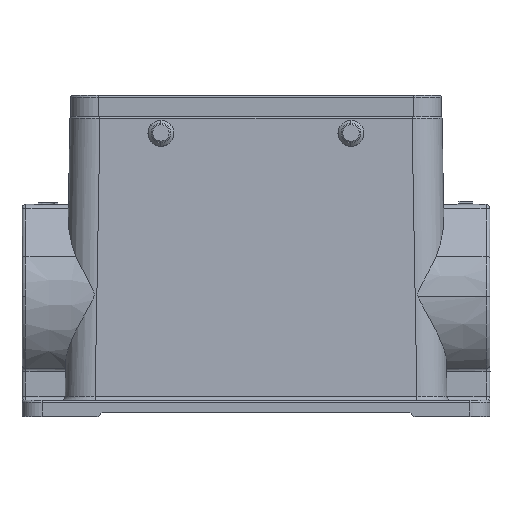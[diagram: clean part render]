
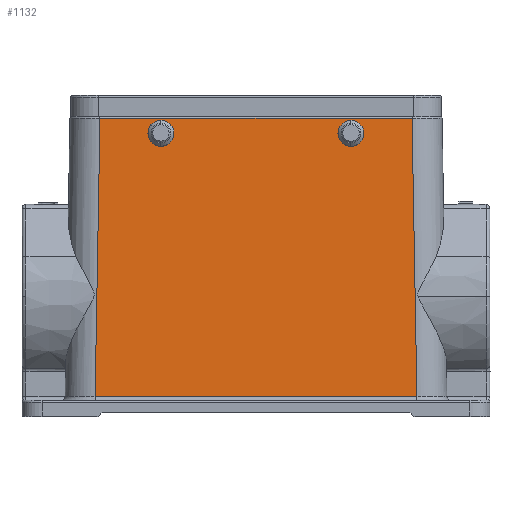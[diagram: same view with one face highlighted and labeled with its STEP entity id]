
A CAD part, top view. The second image highlights one B-rep face of the part: STEP entity #1132.
In plain terms, the highlighted planar face has unit normal (0, 0.018, 1).
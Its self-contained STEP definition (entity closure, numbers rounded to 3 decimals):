
#497=FACE_BOUND('',#2141,.T.);
#498=FACE_BOUND('',#2142,.T.);
#499=FACE_BOUND('',#2143,.T.);
#796=CIRCLE('',#7307,2.95);
#797=CIRCLE('',#7308,2.95);
#798=CIRCLE('',#7309,2.95);
#799=CIRCLE('',#7310,2.95);
#1132=ADVANCED_FACE('NONE',(#497,#498,#499),#1516,.T.);
#1516=PLANE('',#7311);
#2141=EDGE_LOOP('',(#3018,#3019));
#2142=EDGE_LOOP('',(#3020,#3021));
#2143=EDGE_LOOP('',(#3022,#3023,#3024,#3025));
#3018=ORIENTED_EDGE('',*,*,#5569,.F.);
#3019=ORIENTED_EDGE('',*,*,#5570,.T.);
#3020=ORIENTED_EDGE('',*,*,#5571,.F.);
#3021=ORIENTED_EDGE('',*,*,#5572,.T.);
#3022=ORIENTED_EDGE('',*,*,#5494,.F.);
#3023=ORIENTED_EDGE('',*,*,#5573,.T.);
#3024=ORIENTED_EDGE('',*,*,#5451,.F.);
#3025=ORIENTED_EDGE('',*,*,#5474,.F.);
#4754=VERTEX_POINT('',#10807);
#4755=VERTEX_POINT('',#10809);
#4765=VERTEX_POINT('',#10867);
#4778=VERTEX_POINT('',#11138);
#4830=VERTEX_POINT('',#11698);
#4831=VERTEX_POINT('',#11699);
#4832=VERTEX_POINT('',#11702);
#4833=VERTEX_POINT('',#11703);
#5451=EDGE_CURVE('NONE',#4754,#4755,#6395,.T.);
#5474=EDGE_CURVE('NONE',#4765,#4754,#6409,.T.);
#5494=EDGE_CURVE('NONE',#4778,#4765,#6412,.T.);
#5569=EDGE_CURVE('',#4830,#4831,#796,.T.);
#5570=EDGE_CURVE('',#4830,#4831,#797,.T.);
#5571=EDGE_CURVE('',#4832,#4833,#798,.T.);
#5572=EDGE_CURVE('',#4832,#4833,#799,.T.);
#5573=EDGE_CURVE('NONE',#4778,#4755,#6445,.T.);
#6395=LINE('',#10808,#6819);
#6409=LINE('',#10873,#6833);
#6412=LINE('',#11139,#6836);
#6445=LINE('',#11705,#6869);
#6819=VECTOR('',#8181,1.);
#6833=VECTOR('',#8227,1.);
#6836=VECTOR('',#8248,1.);
#6869=VECTOR('',#8353,1.);
#7307=AXIS2_PLACEMENT_3D('',#11697,#8345,#8346);
#7308=AXIS2_PLACEMENT_3D('',#11700,#8347,#8348);
#7309=AXIS2_PLACEMENT_3D('',#11701,#8349,#8350);
#7310=AXIS2_PLACEMENT_3D('',#11704,#8351,#8352);
#7311=AXIS2_PLACEMENT_3D('',#11706,#8354,#8355);
#8181=DIRECTION('',(0.017,-1.,0.017));
#8227=DIRECTION('',(1.,0.,0.));
#8248=DIRECTION('',(0.017,1.,-0.017));
#8345=DIRECTION('',(0.,0.017,1.));
#8346=DIRECTION('',(0.007,-1.,0.017));
#8347=DIRECTION('',(0.,-0.017,-1.));
#8348=DIRECTION('',(-0.007,1.,-0.017));
#8349=DIRECTION('',(0.,0.017,1.));
#8350=DIRECTION('',(0.007,-1.,0.017));
#8351=DIRECTION('',(0.,-0.017,-1.));
#8352=DIRECTION('',(-0.007,1.,-0.017));
#8353=DIRECTION('',(1.,0.,0.));
#8354=DIRECTION('',(0.,0.017,1.));
#8355=DIRECTION('',(0.,-1.,0.017));
#10807=CARTESIAN_POINT('',(39.01,50.509,21.509));
#10808=CARTESIAN_POINT('',(38.997,51.236,21.496));
#10809=CARTESIAN_POINT('',(40.223,-19.017,22.722));
#10867=CARTESIAN_POINT('',(-39.01,50.509,21.509));
#10873=CARTESIAN_POINT('',(-40.458,50.509,21.509));
#11138=CARTESIAN_POINT('',(-40.223,-19.017,22.722));
#11139=CARTESIAN_POINT('',(-38.997,51.236,21.496));
#11697=CARTESIAN_POINT('',(-23.771,46.743,21.574));
#11698=CARTESIAN_POINT('',(-23.771,43.794,21.626));
#11699=CARTESIAN_POINT('',(-23.771,49.693,21.523));
#11700=CARTESIAN_POINT('',(-23.771,46.743,21.574));
#11701=CARTESIAN_POINT('',(23.748,46.734,21.574));
#11702=CARTESIAN_POINT('',(23.748,43.785,21.626));
#11703=CARTESIAN_POINT('',(23.748,49.684,21.523));
#11704=CARTESIAN_POINT('',(23.748,46.734,21.574));
#11705=CARTESIAN_POINT('',(-49.298,-19.017,22.722));
#11706=CARTESIAN_POINT('',(-49.298,51.,21.5));
